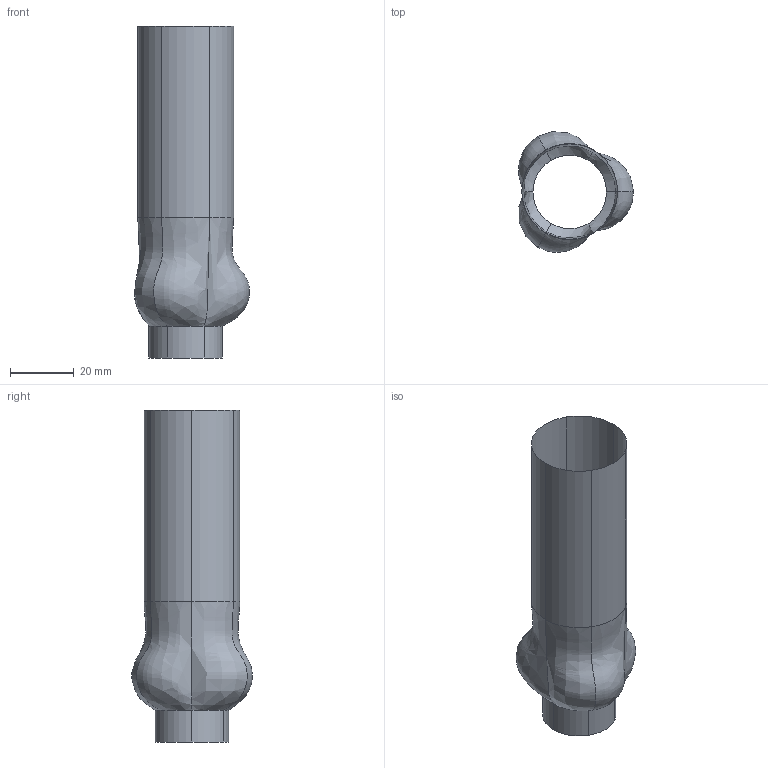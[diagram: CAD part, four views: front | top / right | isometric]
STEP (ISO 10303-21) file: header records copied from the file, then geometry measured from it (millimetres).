
FILE_DESCRIPTION (( 'STEP AP203' ), '1' );
FILE_NAME ('inner-surface.STEP', '2022-05-02T17:28:02', ( '' ), ( '' ), 'SwSTEP 2.0', 'SolidWorks 2016', '' );
FILE_SCHEMA (( 'CONFIG_CONTROL_DESIGN' ));
Length unit declared in the file: centimetre
Products named in the file (1): inner-surface
Bounding box: 36.05 x 37.81 x 104 mm (x, y, z)
Surface area: 10121.5 mm2 (no closed solid volume)
Topology: 0 solids, 6 shells, 18 faces, 60 edges, 48 vertices
Faces by surface type: cylinder 12, bspline 6
Entity records: 4734 total; most frequent: CARTESIAN_POINT 4213, DIRECTION 74, ORIENTED_EDGE 72, EDGE_CURVE 60, VERTEX_POINT 48, AXIS2_PLACEMENT_3D 25, B_SPLINE_CURVE_WITH_KNOTS 24, LINE 24
